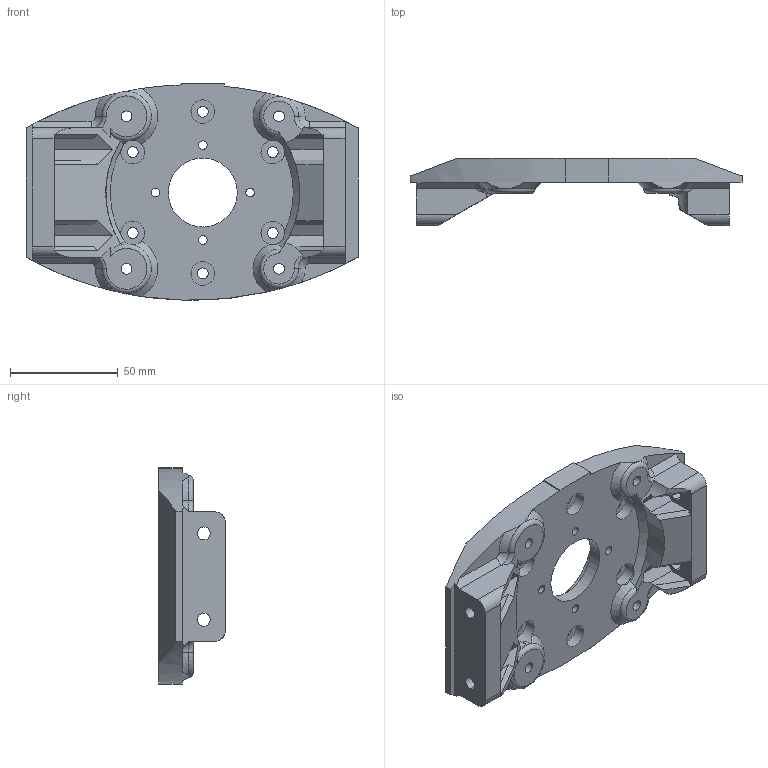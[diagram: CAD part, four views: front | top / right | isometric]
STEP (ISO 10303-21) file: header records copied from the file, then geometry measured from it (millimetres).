
FILE_DESCRIPTION((''),'2;1');
FILE_NAME('OBMP-SAR-1240','2023-10-10T19:25:53',('ccha425'),('Department of Mechanical Engineering, The University of Auckland'),'CREO PARAMETRIC BY PTC INC, 2017260','CREO PARAMETRIC BY PTC INC, 2017260','');
FILE_SCHEMA(('CONFIG_CONTROL_DESIGN'));
Length unit declared in the file: millimetre
Products named in the file (1): OBMP-SAR-1240
Bounding box: 154 x 31 x 100.5 mm (x, y, z)
Volume: 169811.3 mm3; surface area: 41110.4 mm2
Topology: 1 solids, 1 shells, 249 faces, 666 edges, 424 vertices
Faces by surface type: plane 128, cylinder 85, cone 28, torus 8
Entity records: 8036 total; most frequent: CARTESIAN_POINT 1621, DIRECTION 1346, ORIENTED_EDGE 1332, EDGE_CURVE 666, AXIS2_PLACEMENT_3D 493, VERTEX_POINT 424, VECTOR 360, LINE 360
